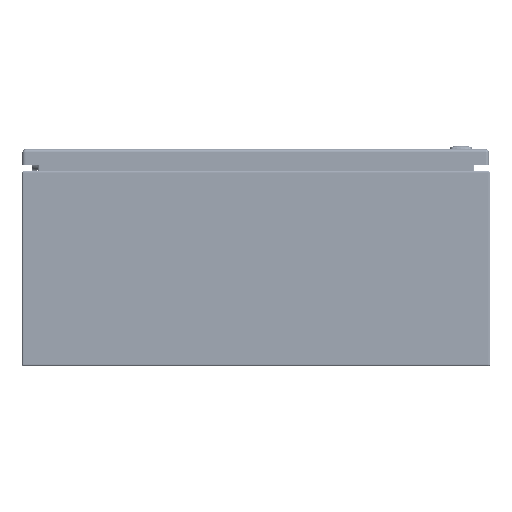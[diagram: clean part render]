
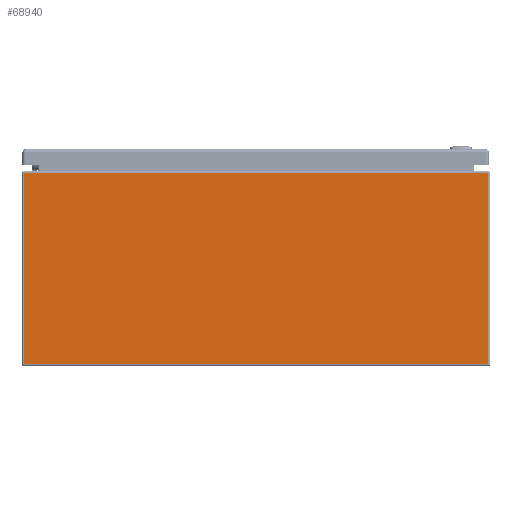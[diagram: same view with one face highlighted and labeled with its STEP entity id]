
A CAD part, front view. The second image highlights one B-rep face of the part: STEP entity #68940.
In plain terms, the highlighted planar face has unit normal (0, -1, 0).
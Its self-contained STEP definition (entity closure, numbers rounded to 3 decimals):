
#6967=LINE('',#97221,#11189);
#6973=LINE('',#97239,#11195);
#6976=LINE('',#97254,#11198);
#7001=LINE('',#97401,#11223);
#11189=VECTOR('',#80380,0.394);
#11195=VECTOR('',#80400,0.394);
#11198=VECTOR('',#80417,0.394);
#11223=VECTOR('',#80588,0.394);
#16565=FACE_OUTER_BOUND('',#20832,.T.);
#20832=EDGE_LOOP('',(#46000,#46001,#46002,#46003));
#28075=VERTEX_POINT('',#97212);
#28078=VERTEX_POINT('',#97219);
#28083=VERTEX_POINT('',#97238);
#28087=VERTEX_POINT('',#97247);
#34926=EDGE_CURVE('',#28078,#28075,#6967,.T.);
#34935=EDGE_CURVE('',#28075,#28083,#6973,.T.);
#34943=EDGE_CURVE('',#28083,#28087,#6976,.T.);
#35016=EDGE_CURVE('',#28087,#28078,#7001,.T.);
#46000=ORIENTED_EDGE('',*,*,#34926,.F.);
#46001=ORIENTED_EDGE('',*,*,#35016,.F.);
#46002=ORIENTED_EDGE('',*,*,#34943,.F.);
#46003=ORIENTED_EDGE('',*,*,#34935,.F.);
#67418=PLANE('',#74131);
#68940=ADVANCED_FACE('',(#16565),#67418,.F.);
#74131=AXIS2_PLACEMENT_3D('',#97400,#80586,#80587);
#80380=DIRECTION('',(0.,0.,1.));
#80400=DIRECTION('',(1.,0.,0.));
#80417=DIRECTION('',(0.,0.,-1.));
#80586=DIRECTION('center_axis',(0.,1.,0.));
#80587=DIRECTION('ref_axis',(0.,0.,1.));
#80588=DIRECTION('',(-1.,0.,0.));
#97212=CARTESIAN_POINT('',(-11.916,-18.,9.916));
#97219=CARTESIAN_POINT('',(-11.916,-18.,0.084));
#97221=CARTESIAN_POINT('',(-11.916,-18.,9.916));
#97238=CARTESIAN_POINT('',(11.916,-18.,9.916));
#97239=CARTESIAN_POINT('',(-11.078,-18.,9.916));
#97247=CARTESIAN_POINT('',(11.916,-18.,0.084));
#97254=CARTESIAN_POINT('',(11.916,-18.,9.916));
#97400=CARTESIAN_POINT('Origin',(11.078,-18.,9.916));
#97401=CARTESIAN_POINT('',(11.518,-18.,0.084));
